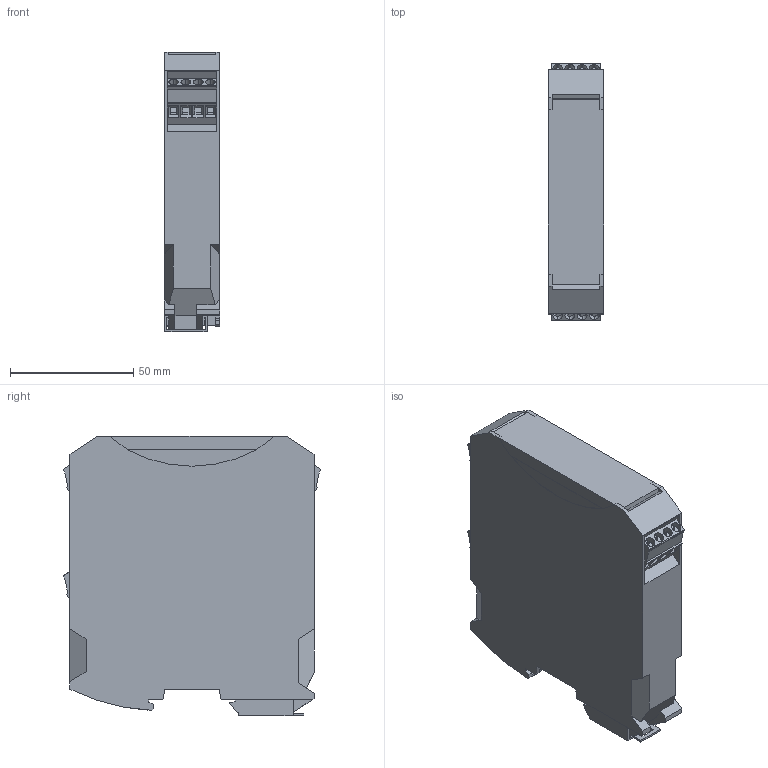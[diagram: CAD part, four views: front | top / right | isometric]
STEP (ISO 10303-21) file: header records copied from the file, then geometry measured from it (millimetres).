
FILE_DESCRIPTION(('Creo Elements/Direct Modeling STEP Export'),'2;1');
FILE_NAME('model.stp','2019-03-20T17:36:03',(''),(''),'Creo Elements/Direct Modeling STEP processor for AP214 (Solid Model)','Creo Elements/Direct Modeling 20.1A 29-Sep-2018 (C) Parametric Technology GmbH','');
FILE_SCHEMA(('AUTOMOTIVE_DESIGN { 1 0 10303 214 1 1 1 1 }'));
Length unit declared in the file: millimetre
Products named in the file (2): MACX_MCR-SL-CAC-5-...-select
Assembly tree (1 placements, depth 2):
  MACX_MCR-SL-CAC-5-...-select
    MACX_MCR-SL-CAC-5-...-select
Bounding box: 22.6 x 104.63 x 113.5 mm (x, y, z)
Volume: 232167.9 mm3; surface area: 35499 mm2
Topology: 1 solids, 1 shells, 507 faces, 1293 edges, 817 vertices
Faces by surface type: plane 476, cylinder 31
Entity records: 17977 total; most frequent: ORIENTED_EDGE 2586, CARTESIAN_POINT 2397, DIRECTION 2034, EDGE_CURVE 1293, VECTOR 1126, LINE 1126, VERTEX_POINT 817, EDGE_LOOP 542
